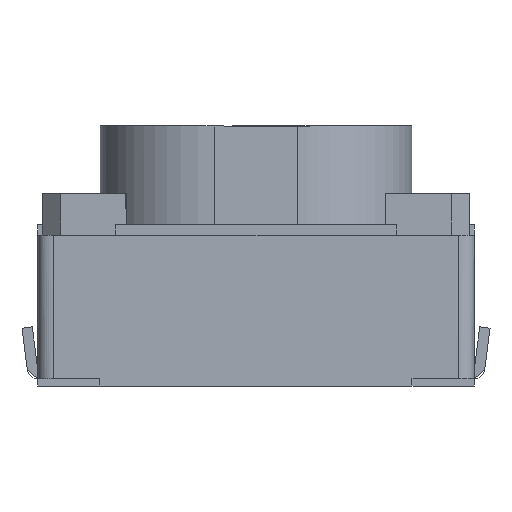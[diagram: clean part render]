
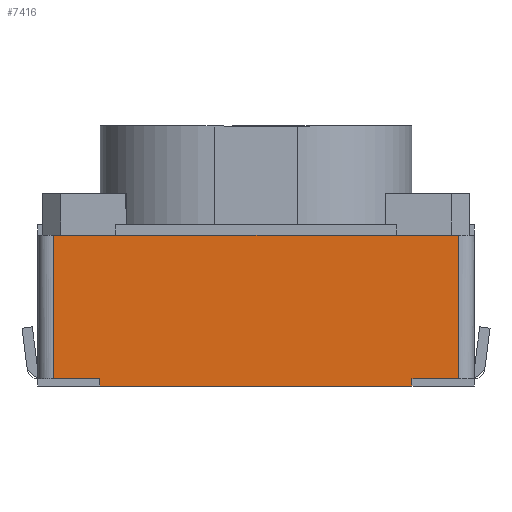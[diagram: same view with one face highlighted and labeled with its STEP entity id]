
A CAD part, front view. The second image highlights one B-rep face of the part: STEP entity #7416.
In plain terms, the highlighted planar face has unit normal (0, -1, 0).
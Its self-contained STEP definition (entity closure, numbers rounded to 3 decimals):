
#131 = CARTESIAN_POINT ( 'NONE',  ( 1.5, -1.6, 0.07 ) ) ;
#267 = VERTEX_POINT ( 'NONE', #6755 ) ;
#323 = PLANE ( 'NONE',  #6980 ) ;
#364 = CARTESIAN_POINT ( 'NONE',  ( 0.45, -1.6, 1.45 ) ) ;
#514 = CARTESIAN_POINT ( 'NONE',  ( 1.55, -1.6, 1.45 ) ) ;
#543 = ORIENTED_EDGE ( 'NONE', *, *, #4092, .F. ) ;
#579 = VERTEX_POINT ( 'NONE', #7323 ) ;
#725 = EDGE_CURVE ( 'NONE', #6342, #6798, #4111, .T. ) ;
#768 = CARTESIAN_POINT ( 'NONE',  ( 1.8, -1.6, 0.07 ) ) ;
#825 = CARTESIAN_POINT ( 'NONE',  ( 1.5, -1.6, 0. ) ) ;
#876 = CARTESIAN_POINT ( 'NONE',  ( 1.5, -1.6, 0.047 ) ) ;
#883 = CARTESIAN_POINT ( 'NONE',  ( -1.95, -1.6, 1.45 ) ) ;
#932 = EDGE_CURVE ( 'NONE', #4069, #579, #3883, .T. ) ;
#1016 = B_SPLINE_CURVE_WITH_KNOTS ( 'NONE', 3,
 ( #1561, #768, #2269, #3617 ),
 .UNSPECIFIED., .F., .F.,
 ( 4, 4 ),
 ( 0., 1. ),
 .UNSPECIFIED. ) ;
#1028 = CARTESIAN_POINT ( 'NONE',  ( 1.5, -1.6, 0.07 ) ) ;
#1038 = ORIENTED_EDGE ( 'NONE', *, *, #6391, .F. ) ;
#1210 = CARTESIAN_POINT ( 'NONE',  ( 1.95, -1.6, 1.45 ) ) ;
#1215 = B_SPLINE_CURVE_WITH_KNOTS ( 'NONE', 3,
 ( #5400, #2916, #4229, #4787 ),
 .UNSPECIFIED., .F., .F.,
 ( 4, 4 ),
 ( 0., 1. ),
 .UNSPECIFIED. ) ;
#1408 = ORIENTED_EDGE ( 'NONE', *, *, #8597, .F. ) ;
#1561 = CARTESIAN_POINT ( 'NONE',  ( 1.95, -1.6, 0.07 ) ) ;
#1627 = CARTESIAN_POINT ( 'NONE',  ( -1.5, -1.6, 0.023 ) ) ;
#1704 = VERTEX_POINT ( 'NONE', #1777 ) ;
#1777 = CARTESIAN_POINT ( 'NONE',  ( 1.95, -1.6, 0.07 ) ) ;
#1819 = VERTEX_POINT ( 'NONE', #6628 ) ;
#1882 = CARTESIAN_POINT ( 'NONE',  ( -1.35, -1.6, 1.45 ) ) ;
#2014 = VERTEX_POINT ( 'NONE', #1028 ) ;
#2205 = CARTESIAN_POINT ( 'NONE',  ( 0., -1.6, 0.725 ) ) ;
#2206 = CARTESIAN_POINT ( 'NONE',  ( -1.95, -1.6, 0.99 ) ) ;
#2235 = EDGE_CURVE ( 'NONE', #267, #4069, #6667, .T. ) ;
#2261 = ORIENTED_EDGE ( 'NONE', *, *, #932, .F. ) ;
#2269 = CARTESIAN_POINT ( 'NONE',  ( 1.65, -1.6, 0.07 ) ) ;
#2469 = B_SPLINE_CURVE_WITH_KNOTS ( 'NONE', 3,
 ( #4713, #7395, #4064, #3419 ),
 .UNSPECIFIED., .F., .F.,
 ( 4, 4 ),
 ( 0., 1. ),
 .UNSPECIFIED. ) ;
#2531 = VERTEX_POINT ( 'NONE', #3320 ) ;
#2710 = ORIENTED_EDGE ( 'NONE', *, *, #2924, .F. ) ;
#2780 = VERTEX_POINT ( 'NONE', #6424 ) ;
#2916 = CARTESIAN_POINT ( 'NONE',  ( -1.65, -1.6, 0.07 ) ) ;
#2922 = ORIENTED_EDGE ( 'NONE', *, *, #7615, .F. ) ;
#2924 = EDGE_CURVE ( 'NONE', #1819, #2531, #7876, .T. ) ;
#3320 = CARTESIAN_POINT ( 'NONE',  ( 1.95, -1.6, 1.45 ) ) ;
#3347 = EDGE_CURVE ( 'NONE', #2780, #6342, #3544, .T. ) ;
#3419 = CARTESIAN_POINT ( 'NONE',  ( 1.95, -1.6, 0.07 ) ) ;
#3540 = ORIENTED_EDGE ( 'NONE', *, *, #2235, .F. ) ;
#3544 = B_SPLINE_CURVE_WITH_KNOTS ( 'NONE', 3,
 ( #5475, #7496, #2206, #4075 ),
 .UNSPECIFIED., .F., .F.,
 ( 4, 4 ),
 ( 0., 1. ),
 .UNSPECIFIED. ) ;
#3617 = CARTESIAN_POINT ( 'NONE',  ( 1.5, -1.6, 0.07 ) ) ;
#3643 = CARTESIAN_POINT ( 'NONE',  ( -1.5, -1.6, 0.07 ) ) ;
#3883 = B_SPLINE_CURVE_WITH_KNOTS ( 'NONE', 3,
 ( #6480, #1627, #4291, #3643 ),
 .UNSPECIFIED., .F., .F.,
 ( 4, 4 ),
 ( 0., 1. ),
 .UNSPECIFIED. ) ;
#4064 = CARTESIAN_POINT ( 'NONE',  ( 1.95, -1.6, 0.53 ) ) ;
#4069 = VERTEX_POINT ( 'NONE', #8214 ) ;
#4075 = CARTESIAN_POINT ( 'NONE',  ( -1.95, -1.6, 1.45 ) ) ;
#4092 = EDGE_CURVE ( 'NONE', #1704, #2014, #1016, .T. ) ;
#4093 = EDGE_CURVE ( 'NONE', #579, #2780, #1215, .T. ) ;
#4111 = B_SPLINE_CURVE_WITH_KNOTS ( 'NONE', 3,
 ( #883, #6131, #6223, #8112 ),
 .UNSPECIFIED., .F., .F.,
 ( 4, 4 ),
 ( 0., 1. ),
 .UNSPECIFIED. ) ;
#4229 = CARTESIAN_POINT ( 'NONE',  ( -1.8, -1.6, 0.07 ) ) ;
#4291 = CARTESIAN_POINT ( 'NONE',  ( -1.5, -1.6, 0.047 ) ) ;
#4292 = FACE_OUTER_BOUND ( 'NONE', #8385, .T. ) ;
#4653 = ORIENTED_EDGE ( 'NONE', *, *, #725, .F. ) ;
#4713 = CARTESIAN_POINT ( 'NONE',  ( 1.95, -1.6, 1.45 ) ) ;
#4787 = CARTESIAN_POINT ( 'NONE',  ( -1.95, -1.6, 0.07 ) ) ;
#4854 = CARTESIAN_POINT ( 'NONE',  ( 1.35, -1.6, 1.45 ) ) ;
#4856 = DIRECTION ( 'NONE',  ( 0., 1., 0. ) ) ;
#4889 = B_SPLINE_CURVE_WITH_KNOTS ( 'NONE', 3,
 ( #131, #876, #6172, #6218 ),
 .UNSPECIFIED., .F., .F.,
 ( 4, 4 ),
 ( 0., 1. ),
 .UNSPECIFIED. ) ;
#5089 = B_SPLINE_CURVE_WITH_KNOTS ( 'NONE', 3,
 ( #6222, #7578, #364, #4854 ),
 .UNSPECIFIED., .F., .F.,
 ( 4, 4 ),
 ( 0., 1. ),
 .UNSPECIFIED. ) ;
#5400 = CARTESIAN_POINT ( 'NONE',  ( -1.5, -1.6, 0.07 ) ) ;
#5475 = CARTESIAN_POINT ( 'NONE',  ( -1.95, -1.6, 0.07 ) ) ;
#5778 = DIRECTION ( 'NONE',  ( 1., 0., 0. ) ) ;
#5887 = CARTESIAN_POINT ( 'NONE',  ( 1.35, -1.6, 1.45 ) ) ;
#6131 = CARTESIAN_POINT ( 'NONE',  ( -1.75, -1.6, 1.45 ) ) ;
#6172 = CARTESIAN_POINT ( 'NONE',  ( 1.5, -1.6, 0.023 ) ) ;
#6218 = CARTESIAN_POINT ( 'NONE',  ( 1.5, -1.6, 0. ) ) ;
#6222 = CARTESIAN_POINT ( 'NONE',  ( -1.35, -1.6, 1.45 ) ) ;
#6223 = CARTESIAN_POINT ( 'NONE',  ( -1.55, -1.6, 1.45 ) ) ;
#6307 = CARTESIAN_POINT ( 'NONE',  ( -1.5, -1.6, 0. ) ) ;
#6342 = VERTEX_POINT ( 'NONE', #8111 ) ;
#6391 = EDGE_CURVE ( 'NONE', #6798, #1819, #5089, .T. ) ;
#6424 = CARTESIAN_POINT ( 'NONE',  ( -1.95, -1.6, 0.07 ) ) ;
#6480 = CARTESIAN_POINT ( 'NONE',  ( -1.5, -1.6, 0. ) ) ;
#6628 = CARTESIAN_POINT ( 'NONE',  ( 1.35, -1.6, 1.45 ) ) ;
#6667 = B_SPLINE_CURVE_WITH_KNOTS ( 'NONE', 3,
 ( #825, #6958, #8234, #6307 ),
 .UNSPECIFIED., .F., .F.,
 ( 4, 4 ),
 ( 0., 1. ),
 .UNSPECIFIED. ) ;
#6755 = CARTESIAN_POINT ( 'NONE',  ( 1.5, -1.6, 0. ) ) ;
#6798 = VERTEX_POINT ( 'NONE', #1882 ) ;
#6868 = ORIENTED_EDGE ( 'NONE', *, *, #3347, .F. ) ;
#6958 = CARTESIAN_POINT ( 'NONE',  ( 0.5, -1.6, 0. ) ) ;
#6980 = AXIS2_PLACEMENT_3D ( 'NONE', #2205, #4856, #5778 ) ;
#7323 = CARTESIAN_POINT ( 'NONE',  ( -1.5, -1.6, 0.07 ) ) ;
#7334 = CARTESIAN_POINT ( 'NONE',  ( 1.75, -1.6, 1.45 ) ) ;
#7395 = CARTESIAN_POINT ( 'NONE',  ( 1.95, -1.6, 0.99 ) ) ;
#7416 = ADVANCED_FACE ( 'NONE', ( #4292 ), #323, .F. ) ;
#7496 = CARTESIAN_POINT ( 'NONE',  ( -1.95, -1.6, 0.53 ) ) ;
#7578 = CARTESIAN_POINT ( 'NONE',  ( -0.45, -1.6, 1.45 ) ) ;
#7615 = EDGE_CURVE ( 'NONE', #2531, #1704, #2469, .T. ) ;
#7876 = B_SPLINE_CURVE_WITH_KNOTS ( 'NONE', 3,
 ( #5887, #514, #7334, #1210 ),
 .UNSPECIFIED., .F., .F.,
 ( 4, 4 ),
 ( 0., 1. ),
 .UNSPECIFIED. ) ;
#8111 = CARTESIAN_POINT ( 'NONE',  ( -1.95, -1.6, 1.45 ) ) ;
#8112 = CARTESIAN_POINT ( 'NONE',  ( -1.35, -1.6, 1.45 ) ) ;
#8214 = CARTESIAN_POINT ( 'NONE',  ( -1.5, -1.6, 0. ) ) ;
#8234 = CARTESIAN_POINT ( 'NONE',  ( -0.5, -1.6, 0. ) ) ;
#8296 = ORIENTED_EDGE ( 'NONE', *, *, #4093, .F. ) ;
#8385 = EDGE_LOOP ( 'NONE', ( #2922, #2710, #1038, #4653, #6868, #8296, #2261, #3540, #1408, #543 ) ) ;
#8597 = EDGE_CURVE ( 'NONE', #2014, #267, #4889, .T. ) ;
